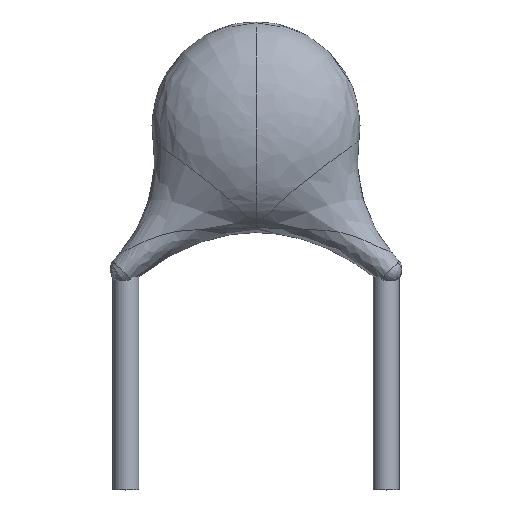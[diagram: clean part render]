
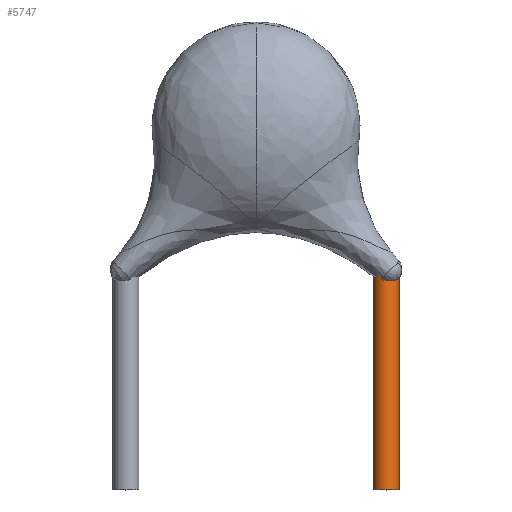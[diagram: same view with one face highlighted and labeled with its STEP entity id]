
A CAD part, top view. The second image highlights one B-rep face of the part: STEP entity #5747.
In plain terms, the highlighted cylindrical face has radius 0.25 mm (diameter 0.5 mm), a partial arc.
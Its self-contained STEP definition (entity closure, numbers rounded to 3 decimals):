
#5747 = ADVANCED_FACE('',(#5748),#5763,.T.);
#5748 = FACE_BOUND('',#5749,.T.);
#5749 = EDGE_LOOP('',(#5750,#5786,#5814,#5847));
#5750 = ORIENTED_EDGE('',*,*,#5751,.T.);
#5751 = EDGE_CURVE('',#5752,#5754,#5756,.T.);
#5752 = VERTEX_POINT('',#5753);
#5753 = CARTESIAN_POINT('',(-2.25,0.,-3.));
#5754 = VERTEX_POINT('',#5755);
#5755 = CARTESIAN_POINT('',(-2.75,0.,-3.));
#5756 = SURFACE_CURVE('',#5757,(#5762,#5774),.PCURVE_S1.);
#5757 = CIRCLE('',#5758,0.25);
#5758 = AXIS2_PLACEMENT_3D('',#5759,#5760,#5761);
#5759 = CARTESIAN_POINT('',(-2.5,0.,-3.));
#5760 = DIRECTION('',(0.,0.,1.));
#5761 = DIRECTION('',(1.,0.,0.));
#5762 = PCURVE('',#5763,#5768);
#5763 = CYLINDRICAL_SURFACE('',#5764,0.25);
#5764 = AXIS2_PLACEMENT_3D('',#5765,#5766,#5767);
#5765 = CARTESIAN_POINT('',(-2.5,0.,0.));
#5766 = DIRECTION('',(0.,0.,1.));
#5767 = DIRECTION('',(1.,0.,0.));
#5768 = DEFINITIONAL_REPRESENTATION('',(#5769),#5773);
#5769 = LINE('',#5770,#5771);
#5770 = CARTESIAN_POINT('',(0.,-3.));
#5771 = VECTOR('',#5772,1.);
#5772 = DIRECTION('',(1.,0.));
#5773 = ( GEOMETRIC_REPRESENTATION_CONTEXT(2) 
PARAMETRIC_REPRESENTATION_CONTEXT() REPRESENTATION_CONTEXT('2D SPACE',''
  ) );
#5774 = PCURVE('',#5775,#5780);
#5775 = PLANE('',#5776);
#5776 = AXIS2_PLACEMENT_3D('',#5777,#5778,#5779);
#5777 = CARTESIAN_POINT('',(-2.5,0.,-3.));
#5778 = DIRECTION('',(0.,0.,1.));
#5779 = DIRECTION('',(1.,0.,0.));
#5780 = DEFINITIONAL_REPRESENTATION('',(#5781),#5785);
#5781 = CIRCLE('',#5782,0.25);
#5782 = AXIS2_PLACEMENT_2D('',#5783,#5784);
#5783 = CARTESIAN_POINT('',(0.,0.));
#5784 = DIRECTION('',(1.,0.));
#5785 = ( GEOMETRIC_REPRESENTATION_CONTEXT(2) 
PARAMETRIC_REPRESENTATION_CONTEXT() REPRESENTATION_CONTEXT('2D SPACE',''
  ) );
#5786 = ORIENTED_EDGE('',*,*,#5787,.T.);
#5787 = EDGE_CURVE('',#5754,#5788,#5790,.T.);
#5788 = VERTEX_POINT('',#5789);
#5789 = CARTESIAN_POINT('',(-2.75,0.,1.2));
#5790 = SURFACE_CURVE('',#5791,(#5795,#5802),.PCURVE_S1.);
#5791 = LINE('',#5792,#5793);
#5792 = CARTESIAN_POINT('',(-2.75,0.,0.));
#5793 = VECTOR('',#5794,1.);
#5794 = DIRECTION('',(0.,0.,1.));
#5795 = PCURVE('',#5763,#5796);
#5796 = DEFINITIONAL_REPRESENTATION('',(#5797),#5801);
#5797 = LINE('',#5798,#5799);
#5798 = CARTESIAN_POINT('',(3.142,0.));
#5799 = VECTOR('',#5800,1.);
#5800 = DIRECTION('',(0.,1.));
#5801 = ( GEOMETRIC_REPRESENTATION_CONTEXT(2) 
PARAMETRIC_REPRESENTATION_CONTEXT() REPRESENTATION_CONTEXT('2D SPACE',''
  ) );
#5802 = PCURVE('',#5803,#5808);
#5803 = CYLINDRICAL_SURFACE('',#5804,0.25);
#5804 = AXIS2_PLACEMENT_3D('',#5805,#5806,#5807);
#5805 = CARTESIAN_POINT('',(-2.5,0.,0.));
#5806 = DIRECTION('',(0.,0.,1.));
#5807 = DIRECTION('',(1.,0.,0.));
#5808 = DEFINITIONAL_REPRESENTATION('',(#5809),#5813);
#5809 = LINE('',#5810,#5811);
#5810 = CARTESIAN_POINT('',(3.142,0.));
#5811 = VECTOR('',#5812,1.);
#5812 = DIRECTION('',(0.,1.));
#5813 = ( GEOMETRIC_REPRESENTATION_CONTEXT(2) 
PARAMETRIC_REPRESENTATION_CONTEXT() REPRESENTATION_CONTEXT('2D SPACE',''
  ) );
#5814 = ORIENTED_EDGE('',*,*,#5815,.T.);
#5815 = EDGE_CURVE('',#5788,#5816,#5818,.T.);
#5816 = VERTEX_POINT('',#5817);
#5817 = CARTESIAN_POINT('',(-2.25,0.,1.2));
#5818 = SURFACE_CURVE('',#5819,(#5824,#5831),.PCURVE_S1.);
#5819 = CIRCLE('',#5820,0.25);
#5820 = AXIS2_PLACEMENT_3D('',#5821,#5822,#5823);
#5821 = CARTESIAN_POINT('',(-2.5,0.,1.2));
#5822 = DIRECTION('',(0.,0.,-1.));
#5823 = DIRECTION('',(1.,0.,0.));
#5824 = PCURVE('',#5763,#5825);
#5825 = DEFINITIONAL_REPRESENTATION('',(#5826),#5830);
#5826 = LINE('',#5827,#5828);
#5827 = CARTESIAN_POINT('',(6.283,1.2));
#5828 = VECTOR('',#5829,1.);
#5829 = DIRECTION('',(-1.,0.));
#5830 = ( GEOMETRIC_REPRESENTATION_CONTEXT(2) 
PARAMETRIC_REPRESENTATION_CONTEXT() REPRESENTATION_CONTEXT('2D SPACE',''
  ) );
#5831 = PCURVE('',#5832,#5837);
#5832 = PLANE('',#5833);
#5833 = AXIS2_PLACEMENT_3D('',#5834,#5835,#5836);
#5834 = CARTESIAN_POINT('',(-2.5,0.,1.2));
#5835 = DIRECTION('',(0.,0.,1.));
#5836 = DIRECTION('',(1.,0.,0.));
#5837 = DEFINITIONAL_REPRESENTATION('',(#5838),#5846);
#5838 = ( BOUNDED_CURVE() B_SPLINE_CURVE(2,(#5839,#5840,#5841,#5842,
#5843,#5844,#5845),.UNSPECIFIED.,.T.,.F.) B_SPLINE_CURVE_WITH_KNOTS((1,2
    ,2,2,2,1),(-2.094,0.,2.094,4.189,
6.283,8.378),.UNSPECIFIED.) CURVE() 
GEOMETRIC_REPRESENTATION_ITEM() RATIONAL_B_SPLINE_CURVE((1.,0.5,1.,0.5,
1.,0.5,1.)) REPRESENTATION_ITEM('') );
#5839 = CARTESIAN_POINT('',(0.25,0.));
#5840 = CARTESIAN_POINT('',(0.25,-0.433));
#5841 = CARTESIAN_POINT('',(-0.125,-0.217));
#5842 = CARTESIAN_POINT('',(-0.5,0.));
#5843 = CARTESIAN_POINT('',(-0.125,0.217));
#5844 = CARTESIAN_POINT('',(0.25,0.433));
#5845 = CARTESIAN_POINT('',(0.25,0.));
#5846 = ( GEOMETRIC_REPRESENTATION_CONTEXT(2) 
PARAMETRIC_REPRESENTATION_CONTEXT() REPRESENTATION_CONTEXT('2D SPACE',''
  ) );
#5847 = ORIENTED_EDGE('',*,*,#5848,.F.);
#5848 = EDGE_CURVE('',#5752,#5816,#5849,.T.);
#5849 = SURFACE_CURVE('',#5850,(#5854,#5861),.PCURVE_S1.);
#5850 = LINE('',#5851,#5852);
#5851 = CARTESIAN_POINT('',(-2.25,0.,0.));
#5852 = VECTOR('',#5853,1.);
#5853 = DIRECTION('',(0.,0.,1.));
#5854 = PCURVE('',#5763,#5855);
#5855 = DEFINITIONAL_REPRESENTATION('',(#5856),#5860);
#5856 = LINE('',#5857,#5858);
#5857 = CARTESIAN_POINT('',(0.,0.));
#5858 = VECTOR('',#5859,1.);
#5859 = DIRECTION('',(0.,1.));
#5860 = ( GEOMETRIC_REPRESENTATION_CONTEXT(2) 
PARAMETRIC_REPRESENTATION_CONTEXT() REPRESENTATION_CONTEXT('2D SPACE',''
  ) );
#5861 = PCURVE('',#5803,#5862);
#5862 = DEFINITIONAL_REPRESENTATION('',(#5863),#5867);
#5863 = LINE('',#5864,#5865);
#5864 = CARTESIAN_POINT('',(6.283,0.));
#5865 = VECTOR('',#5866,1.);
#5866 = DIRECTION('',(0.,1.));
#5867 = ( GEOMETRIC_REPRESENTATION_CONTEXT(2) 
PARAMETRIC_REPRESENTATION_CONTEXT() REPRESENTATION_CONTEXT('2D SPACE',''
  ) );
